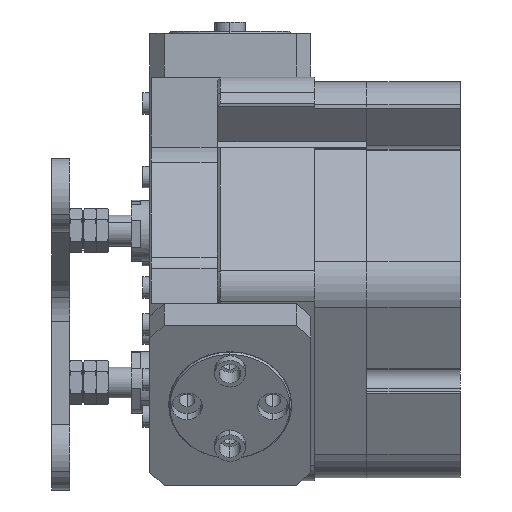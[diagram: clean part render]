
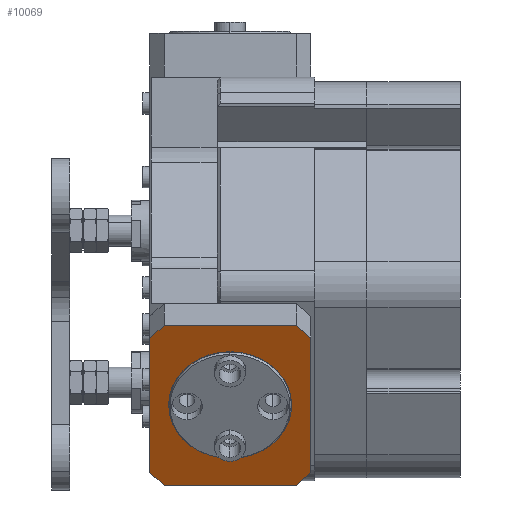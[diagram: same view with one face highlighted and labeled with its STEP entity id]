
A CAD part, left-side view. The second image highlights one B-rep face of the part: STEP entity #10069.
In plain terms, the highlighted face is planar.
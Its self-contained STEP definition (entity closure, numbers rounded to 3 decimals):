
#1352 = LINE ( 'NONE', #6205, #21128 ) ;
#2111 = VERTEX_POINT ( 'NONE', #41723 ) ;
#2177 = VECTOR ( 'NONE', #16972, 1000. ) ;
#2459 = DIRECTION ( 'NONE',  ( 0.707, 0.707, 0. ) ) ;
#2964 = DIRECTION ( 'NONE',  ( 1., 0., 0. ) ) ;
#5688 = VERTEX_POINT ( 'NONE', #39184 ) ;
#6205 = CARTESIAN_POINT ( 'NONE',  ( -30., -26.25, 14.3 ) ) ;
#6319 = DIRECTION ( 'NONE',  ( -1., 0., 0. ) ) ;
#7119 = EDGE_CURVE ( 'NONE', #16566, #2111, #30021, .T. ) ;
#7180 = VECTOR ( 'NONE', #22632, 1000. ) ;
#7370 = AXIS2_PLACEMENT_3D ( 'NONE', #14704, #43097, #42630 ) ;
#7575 = DIRECTION ( 'NONE',  ( 0., -1., 0. ) ) ;
#8072 = CARTESIAN_POINT ( 'NONE',  ( -30., 21.55, 14.3 ) ) ;
#8110 = VERTEX_POINT ( 'NONE', #23732 ) ;
#8481 = LINE ( 'NONE', #35150, #44720 ) ;
#8733 = FACE_OUTER_BOUND ( 'NONE', #34217, .T. ) ;
#8871 = EDGE_CURVE ( 'NONE', #2111, #17201, #14343, .T. ) ;
#9309 = DIRECTION ( 'NONE',  ( 1., 0., 0. ) ) ;
#10069 = ADVANCED_FACE ( 'NONE', ( #8733, #13139 ), #12388, .T. ) ;
#10133 = DIRECTION ( 'NONE',  ( 0.707, -0.707, 0. ) ) ;
#10489 = EDGE_CURVE ( 'NONE', #21023, #25852, #17521, .T. ) ;
#10772 = EDGE_CURVE ( 'NONE', #17201, #5688, #32338, .T. ) ;
#11938 = ORIENTED_EDGE ( 'NONE', *, *, #25218, .F. ) ;
#12388 = PLANE ( 'NONE',  #24067 ) ;
#13139 = FACE_BOUND ( 'NONE', #26746, .T. ) ;
#14062 = EDGE_CURVE ( 'NONE', #24430, #8110, #1352, .T. ) ;
#14343 = LINE ( 'NONE', #36590, #7180 ) ;
#14704 = CARTESIAN_POINT ( 'NONE',  ( 0., 0., 14.3 ) ) ;
#14837 = EDGE_CURVE ( 'NONE', #26516, #24430, #8481, .T. ) ;
#15291 = VECTOR ( 'NONE', #7575, 1000. ) ;
#15294 = CIRCLE ( 'NONE', #7370, 20. ) ;
#16142 = ORIENTED_EDGE ( 'NONE', *, *, #14062, .T. ) ;
#16566 = VERTEX_POINT ( 'NONE', #34249 ) ;
#16972 = DIRECTION ( 'NONE',  ( -0.707, -0.707, 0. ) ) ;
#17201 = VERTEX_POINT ( 'NONE', #21150 ) ;
#17521 = CIRCLE ( 'NONE', #17621, 20. ) ;
#17621 = AXIS2_PLACEMENT_3D ( 'NONE', #26464, #40144, #22337 ) ;
#19611 = CARTESIAN_POINT ( 'NONE',  ( 0., 0., 14.3 ) ) ;
#20046 = ORIENTED_EDGE ( 'NONE', *, *, #14837, .T. ) ;
#20310 = LINE ( 'NONE', #20632, #2177 ) ;
#20394 = ORIENTED_EDGE ( 'NONE', *, *, #8871, .T. ) ;
#20608 = ORIENTED_EDGE ( 'NONE', *, *, #10772, .T. ) ;
#20632 = CARTESIAN_POINT ( 'NONE',  ( -25.775, 25.775, 14.3 ) ) ;
#20654 = VECTOR ( 'NONE', #27515, 1000. ) ;
#20746 = CARTESIAN_POINT ( 'NONE',  ( -30., 26.25, 14.3 ) ) ;
#21023 = VERTEX_POINT ( 'NONE', #39580 ) ;
#21128 = VECTOR ( 'NONE', #2964, 1000. ) ;
#21150 = CARTESIAN_POINT ( 'NONE',  ( 25.3, 26.25, 14.3 ) ) ;
#22337 = DIRECTION ( 'NONE',  ( 1., 0., 0. ) ) ;
#22461 = EDGE_CURVE ( 'NONE', #8110, #16566, #36610, .T. ) ;
#22632 = DIRECTION ( 'NONE',  ( -0.707, 0.707, 0. ) ) ;
#22987 = VECTOR ( 'NONE', #6319, 1000. ) ;
#23732 = CARTESIAN_POINT ( 'NONE',  ( 25.3, -26.25, 14.3 ) ) ;
#24067 = AXIS2_PLACEMENT_3D ( 'NONE', #19611, #30517, #9309 ) ;
#24430 = VERTEX_POINT ( 'NONE', #25818 ) ;
#24615 = CARTESIAN_POINT ( 'NONE',  ( -30., 26.25, 14.3 ) ) ;
#25218 = EDGE_CURVE ( 'NONE', #25852, #21023, #15294, .T. ) ;
#25818 = CARTESIAN_POINT ( 'NONE',  ( -25.3, -26.25, 14.3 ) ) ;
#25852 = VERTEX_POINT ( 'NONE', #36425 ) ;
#26464 = CARTESIAN_POINT ( 'NONE',  ( 0., 0., 14.3 ) ) ;
#26516 = VERTEX_POINT ( 'NONE', #44953 ) ;
#26746 = EDGE_LOOP ( 'NONE', ( #11938, #39603 ) ) ;
#27258 = VECTOR ( 'NONE', #2459, 1000. ) ;
#27515 = DIRECTION ( 'NONE',  ( 0., 1., 0. ) ) ;
#28560 = ORIENTED_EDGE ( 'NONE', *, *, #33307, .T. ) ;
#28575 = VERTEX_POINT ( 'NONE', #8072 ) ;
#30021 = LINE ( 'NONE', #44854, #20654 ) ;
#30517 = DIRECTION ( 'NONE',  ( 0., 0., 1. ) ) ;
#30904 = ORIENTED_EDGE ( 'NONE', *, *, #31836, .T. ) ;
#31836 = EDGE_CURVE ( 'NONE', #5688, #28575, #20310, .T. ) ;
#32338 = LINE ( 'NONE', #20746, #22987 ) ;
#33307 = EDGE_CURVE ( 'NONE', #28575, #26516, #40008, .T. ) ;
#34217 = EDGE_LOOP ( 'NONE', ( #16142, #38788, #40491, #20394, #20608, #30904, #28560, #20046 ) ) ;
#34249 = CARTESIAN_POINT ( 'NONE',  ( 30., -21.55, 14.3 ) ) ;
#35150 = CARTESIAN_POINT ( 'NONE',  ( -25.775, -25.775, 14.3 ) ) ;
#36425 = CARTESIAN_POINT ( 'NONE',  ( 20., 0., 14.3 ) ) ;
#36590 = CARTESIAN_POINT ( 'NONE',  ( 25.775, 25.775, 14.3 ) ) ;
#36610 = LINE ( 'NONE', #37628, #27258 ) ;
#37628 = CARTESIAN_POINT ( 'NONE',  ( 25.775, -25.775, 14.3 ) ) ;
#38788 = ORIENTED_EDGE ( 'NONE', *, *, #22461, .T. ) ;
#39184 = CARTESIAN_POINT ( 'NONE',  ( -25.3, 26.25, 14.3 ) ) ;
#39580 = CARTESIAN_POINT ( 'NONE',  ( -20., 0., 14.3 ) ) ;
#39603 = ORIENTED_EDGE ( 'NONE', *, *, #10489, .F. ) ;
#40008 = LINE ( 'NONE', #24615, #15291 ) ;
#40144 = DIRECTION ( 'NONE',  ( 0., 0., 1. ) ) ;
#40491 = ORIENTED_EDGE ( 'NONE', *, *, #7119, .T. ) ;
#41723 = CARTESIAN_POINT ( 'NONE',  ( 30., 21.55, 14.3 ) ) ;
#42630 = DIRECTION ( 'NONE',  ( 1., 0., 0. ) ) ;
#43097 = DIRECTION ( 'NONE',  ( 0., 0., 1. ) ) ;
#44720 = VECTOR ( 'NONE', #10133, 1000. ) ;
#44854 = CARTESIAN_POINT ( 'NONE',  ( 30., 26.25, 14.3 ) ) ;
#44953 = CARTESIAN_POINT ( 'NONE',  ( -30., -21.55, 14.3 ) ) ;
